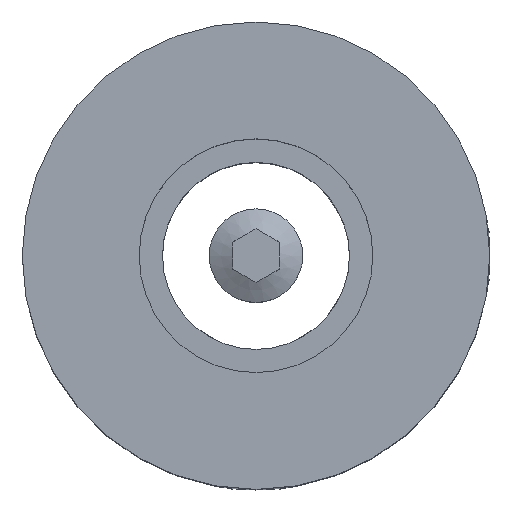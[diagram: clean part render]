
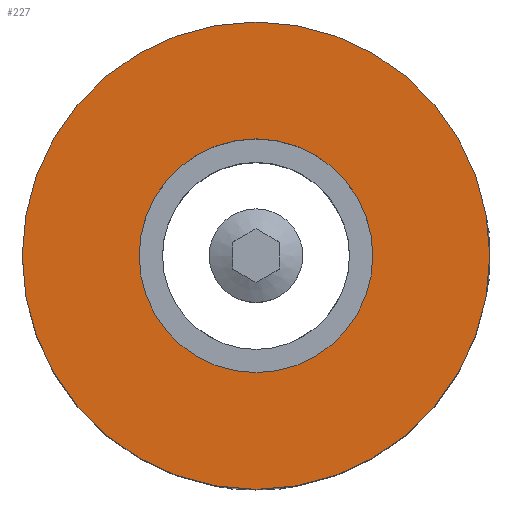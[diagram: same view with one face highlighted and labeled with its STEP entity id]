
A CAD part, top view. The second image highlights one B-rep face of the part: STEP entity #227.
In plain terms, the highlighted planar face has unit normal (0, 0, 1).
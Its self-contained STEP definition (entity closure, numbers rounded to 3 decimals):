
#227 = ADVANCED_FACE( '', ( #275, #276 ), #277, .T. );
#275 = FACE_OUTER_BOUND( '', #335, .T. );
#276 = FACE_BOUND( '', #336, .T. );
#277 = PLANE( '', #337 );
#335 = EDGE_LOOP( '', ( #411 ) );
#336 = EDGE_LOOP( '', ( #412 ) );
#337 = AXIS2_PLACEMENT_3D( '', #413, #414, #415 );
#411 = ORIENTED_EDGE( '', *, *, #505, .T. );
#412 = ORIENTED_EDGE( '', *, *, #508, .F. );
#413 = CARTESIAN_POINT( '', ( 0., 0., 4. ) );
#414 = DIRECTION( '', ( 0., 0., 1. ) );
#415 = DIRECTION( '', ( 1., 0., 0. ) );
#505 = EDGE_CURVE( '', #547, #547, #548, .T. );
#508 = EDGE_CURVE( '', #553, #553, #554, .T. );
#547 = VERTEX_POINT( '', #811 );
#548 = CIRCLE( '', #812, 10. );
#553 = VERTEX_POINT( '', #817 );
#554 = CIRCLE( '', #818, 5. );
#811 = CARTESIAN_POINT( '', ( 10., 0., 4. ) );
#812 = AXIS2_PLACEMENT_3D( '', #909, #910, #911 );
#817 = CARTESIAN_POINT( '', ( 5., 0., 4. ) );
#818 = AXIS2_PLACEMENT_3D( '', #918, #919, #920 );
#909 = CARTESIAN_POINT( '', ( 0., 0., 4. ) );
#910 = DIRECTION( '', ( 0., 0., 1. ) );
#911 = DIRECTION( '', ( 1., 0., 0. ) );
#918 = CARTESIAN_POINT( '', ( 0., 0., 4. ) );
#919 = DIRECTION( '', ( 0., 0., 1. ) );
#920 = DIRECTION( '', ( 1., 0., 0. ) );
